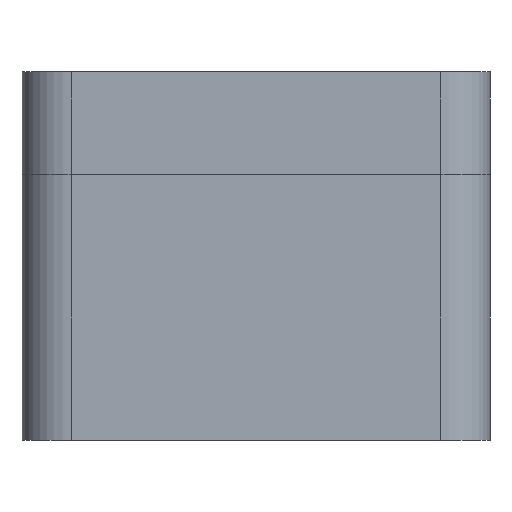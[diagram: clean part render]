
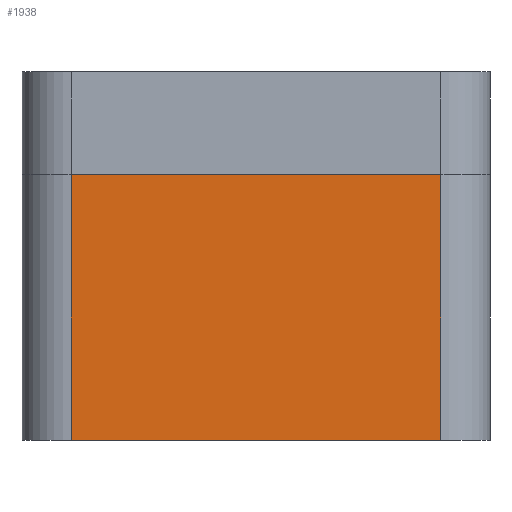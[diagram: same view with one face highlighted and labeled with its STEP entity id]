
A CAD part, left-side view. The second image highlights one B-rep face of the part: STEP entity #1938.
In plain terms, the highlighted planar face has unit normal (-1, 0, 0).
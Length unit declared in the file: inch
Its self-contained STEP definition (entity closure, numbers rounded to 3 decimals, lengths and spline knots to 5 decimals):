
#9 = CARTESIAN_POINT ( 'NONE',  ( -0.375, 0.29626, -0.59055 ) ) ;
#245 = EDGE_CURVE ( 'NONE', #379, #294, #587, .T. ) ;
#294 = VERTEX_POINT ( 'NONE', #2843 ) ;
#379 = VERTEX_POINT ( 'NONE', #9 ) ;
#425 = ORIENTED_EDGE ( 'NONE', *, *, #2962, .T. ) ;
#581 = VECTOR ( 'NONE', #2943, 39.37008 ) ;
#586 = DIRECTION ( 'NONE',  ( 0., -1., 0. ) ) ;
#587 = LINE ( 'NONE', #606, #581 ) ;
#606 = CARTESIAN_POINT ( 'NONE',  ( -0.375, -0.375, -0.59055 ) ) ;
#656 = VERTEX_POINT ( 'NONE', #1234 ) ;
#788 = DIRECTION ( 'NONE',  ( 0., 0., 1. ) ) ;
#1011 = VERTEX_POINT ( 'NONE', #2236 ) ;
#1099 = DIRECTION ( 'NONE',  ( -1., 0., 0. ) ) ;
#1234 = CARTESIAN_POINT ( 'NONE',  ( -0.375, -0.29626, -0.165 ) ) ;
#1282 = DIRECTION ( 'NONE',  ( 0., 0., -1. ) ) ;
#1373 = EDGE_LOOP ( 'NONE', ( #4308, #425, #2806, #1507 ) ) ;
#1425 = PLANE ( 'NONE',  #2302 ) ;
#1507 = ORIENTED_EDGE ( 'NONE', *, *, #2333, .T. ) ;
#1668 = EDGE_CURVE ( 'NONE', #1011, #656, #3897, .T. ) ;
#1671 = VECTOR ( 'NONE', #586, 39.37008 ) ;
#1938 = ADVANCED_FACE ( 'NONE', ( #2748 ), #1425, .T. ) ;
#2236 = CARTESIAN_POINT ( 'NONE',  ( -0.375, 0.29626, -0.165 ) ) ;
#2302 = AXIS2_PLACEMENT_3D ( 'NONE', #4116, #1099, #788 ) ;
#2333 = EDGE_CURVE ( 'NONE', #294, #656, #2543, .T. ) ;
#2543 = LINE ( 'NONE', #2872, #2805 ) ;
#2748 = FACE_OUTER_BOUND ( 'NONE', #1373, .T. ) ;
#2805 = VECTOR ( 'NONE', #3900, 39.37008 ) ;
#2806 = ORIENTED_EDGE ( 'NONE', *, *, #245, .T. ) ;
#2843 = CARTESIAN_POINT ( 'NONE',  ( -0.375, -0.29626, -0.59055 ) ) ;
#2872 = CARTESIAN_POINT ( 'NONE',  ( -0.375, -0.29626, -0.59055 ) ) ;
#2943 = DIRECTION ( 'NONE',  ( 0., -1., 0. ) ) ;
#2962 = EDGE_CURVE ( 'NONE', #1011, #379, #4033, .T. ) ;
#3369 = CARTESIAN_POINT ( 'NONE',  ( -0.375, 0.29626, -0.59055 ) ) ;
#3381 = VECTOR ( 'NONE', #1282, 39.37008 ) ;
#3606 = CARTESIAN_POINT ( 'NONE',  ( -0.375, -0.375, -0.165 ) ) ;
#3897 = LINE ( 'NONE', #3606, #1671 ) ;
#3900 = DIRECTION ( 'NONE',  ( 0., 0., 1. ) ) ;
#4033 = LINE ( 'NONE', #3369, #3381 ) ;
#4116 = CARTESIAN_POINT ( 'NONE',  ( -0.375, -0.375, -0.59055 ) ) ;
#4308 = ORIENTED_EDGE ( 'NONE', *, *, #1668, .F. ) ;
